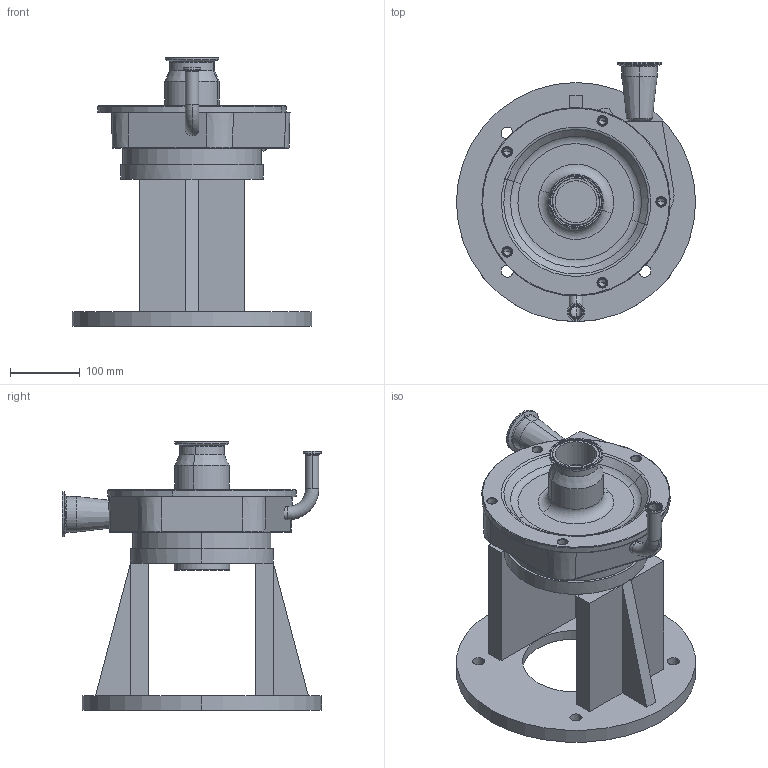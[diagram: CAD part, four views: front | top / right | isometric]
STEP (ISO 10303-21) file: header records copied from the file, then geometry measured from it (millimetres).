
FILE_DESCRIPTION (( 'STEP AP214' ), '1' );
FILE_NAME ('FP 1740 320TC VERT 3-4 IN ELBOW FRONT DRAIN.STEP', '2023-01-26T20:15:24', ( '' ), ( '' ), 'SwSTEP 2.0', 'SolidWorks 2021', '' );
FILE_SCHEMA (( 'AUTOMOTIVE_DESIGN' ));
Length unit declared in the file: millimetre
Products named in the file (1): FP 1740 320TC VERT 3-4 IN ELBOW FRONT DRAIN
Bounding box: 343 x 371.5 x 385 mm (x, y, z)
Volume: 5718080.4 mm3; surface area: 766755.6 mm2
Topology: 1 solids, 5 shells, 390 faces, 847 edges, 498 vertices
Faces by surface type: cylinder 138, plane 90, cone 88, torus 70, sphere 3, bspline 1
Entity records: 11112 total; most frequent: CARTESIAN_POINT 2282, DIRECTION 2081, ORIENTED_EDGE 1674, AXIS2_PLACEMENT_3D 891, EDGE_CURVE 837, CIRCLE 501, VERTEX_POINT 498, EDGE_LOOP 447
